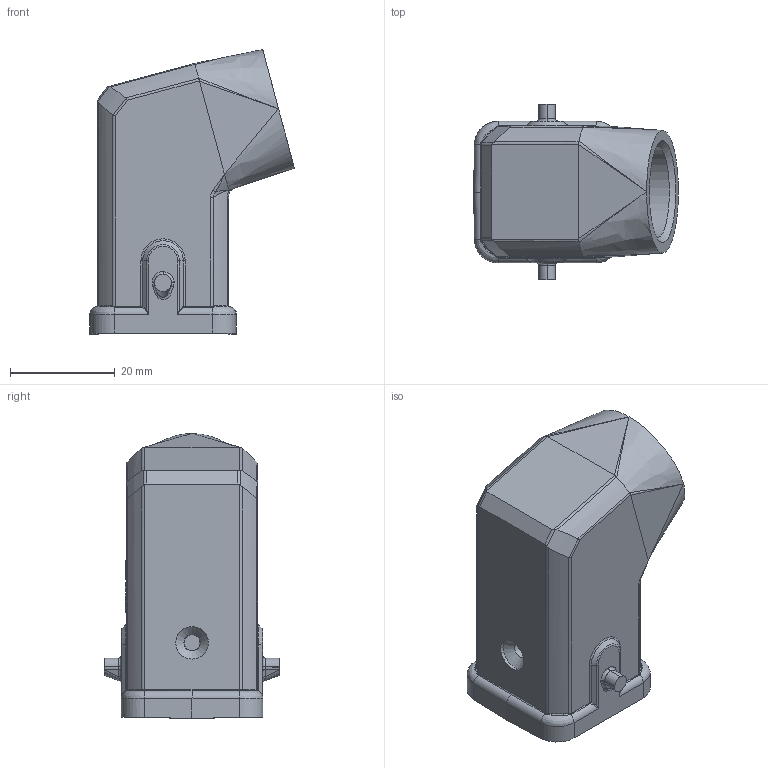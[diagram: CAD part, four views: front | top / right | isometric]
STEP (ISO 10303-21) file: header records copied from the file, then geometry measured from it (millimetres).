
FILE_DESCRIPTION(/* description */ (''),/* implementation_level */ '2;1');
FILE_NAME(/* name */ '100769294ugm000_a.stp',/* time_stamp */ '2018-03-07T14:50:26+01:00',/* author */ (''),/* organization */ (''),/* preprocessor_version */ 'ST-DEVELOPER v16',/* originating_system */ 'SIEMENS PLM Software NX 10.0',/* authorisation */ '');
FILE_SCHEMA (('AUTOMOTIVE_DESIGN { 1 0 10303 214 3 1 1 1 }'));
Length unit declared in the file: millimetre
Products named in the file (1): 100769294ugm000_a
Bounding box: 39.05 x 33.4 x 54.31 mm (x, y, z)
Volume: 13195.1 mm3; surface area: 10757.7 mm2
Topology: 1 solids, 1 shells, 390 faces, 958 edges, 582 vertices
Faces by surface type: plane 156, bspline 137, cylinder 91, cone 6
Full cylindrical faces by diameter (mm): 0.923 x1, 1.021 x1, 6.2 x1, 15 x1, 17.5 x1
Entity records: 16484 total; most frequent: CARTESIAN_POINT 5729, ORIENTED_EDGE 1870, DIRECTION 1315, EDGE_CURVE 935, VERTEX_POINT 575, AXIS2_PLACEMENT_3D 445, LINE 425, VECTOR 425
